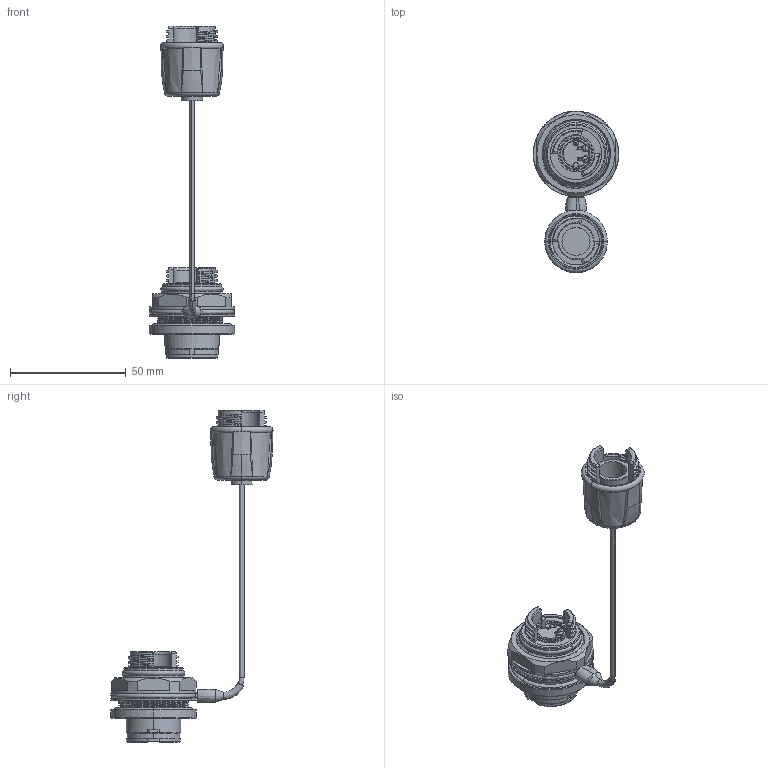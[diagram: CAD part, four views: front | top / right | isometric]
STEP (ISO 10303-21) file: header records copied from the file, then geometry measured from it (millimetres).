
FILE_DESCRIPTION (( 'STEP AP214' ), '1' );
FILE_NAME ('NO2M4JW-FG_01.STEP', '2023-08-11T07:38:19', ( '' ), ( '' ), 'SwSTEP 2.0', 'SolidWorks 2020', '' );
FILE_SCHEMA (( 'AUTOMOTIVE_DESIGN' ));
Length unit declared in the file: millimetre
Products named in the file (1): NO2M4JW-FG_01
Bounding box: 36.8 x 69.9 x 143.2 mm (x, y, z)
Volume: 32659.3 mm3; surface area: 18756.6 mm2
Topology: 5 solids, 6 shells, 610 faces, 1611 edges, 1046 vertices
Faces by surface type: plane 213, cylinder 143, bspline 142, cone 57, torus 51, sphere 4
Entity records: 46195 total; most frequent: CARTESIAN_POINT 25556, ORIENTED_EDGE 3222, DIRECTION 2466, EDGE_CURVE 1611, VERTEX_POINT 1046, AXIS2_PLACEMENT_3D 907, EDGE_LOOP 657, VECTOR 652
